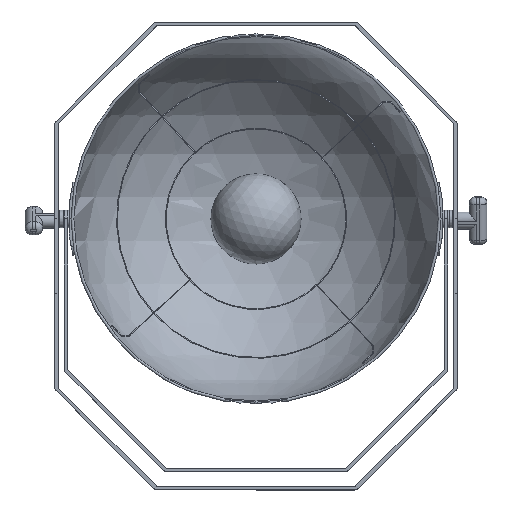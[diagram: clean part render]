
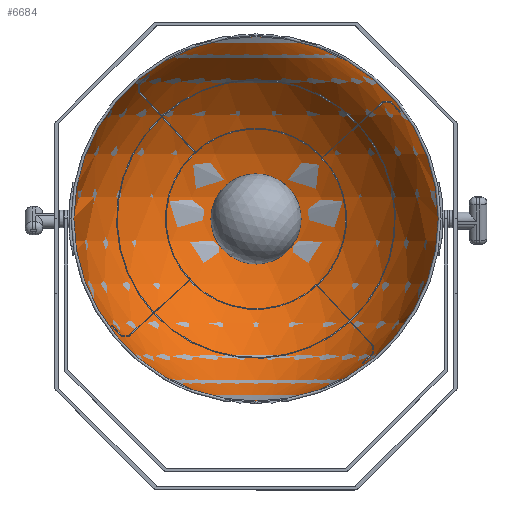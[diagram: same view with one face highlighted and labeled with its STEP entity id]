
A CAD part, top view. The second image highlights one B-rep face of the part: STEP entity #6684.
In plain terms, the highlighted spherical face has radius 264.25 mm.
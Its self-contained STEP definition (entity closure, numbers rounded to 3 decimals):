
#1956=SPHERICAL_SURFACE('',#7060,264.25);
#1960=VERTEX_POINT('',#9521);
#2606=CIRCLE('',#7051,264.25);
#2864=EDGE_CURVE('',#1960,#1960,#2606,.T.);
#3840=ORIENTED_EDGE('',*,*,#2864,.F.);
#5776=EDGE_LOOP('',(#3840));
#6232=FACE_BOUND('',#5776,.T.);
#6684=ADVANCED_FACE('',(#6232),#1956,.F.);
#7051=AXIS2_PLACEMENT_3D('',#9520,#7731,#7732);
#7060=AXIS2_PLACEMENT_3D('',#9534,#7748,#7749);
#7731=DIRECTION('',(0.,1.,0.));
#7732=DIRECTION('',(-264.25,0.,0.));
#7748=DIRECTION('',(0.,0.,1.));
#7749=DIRECTION('',(1.,0.,0.));
#9520=CARTESIAN_POINT('',(0.,0.,0.));
#9521=CARTESIAN_POINT('',(-264.25,0.,0.));
#9534=CARTESIAN_POINT('',(0.,0.,0.));
